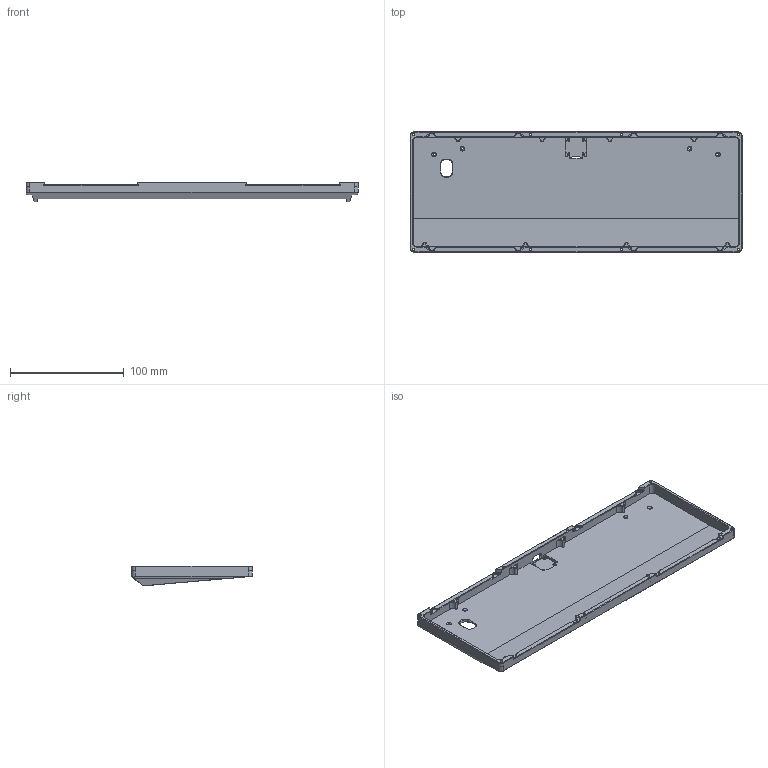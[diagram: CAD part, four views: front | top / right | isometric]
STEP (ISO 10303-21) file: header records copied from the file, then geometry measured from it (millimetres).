
FILE_DESCRIPTION(/* description */ (''),/* implementation_level */ '2;1');
FILE_NAME(/* name */ 'SingularityBASE v2.step',/* time_stamp */ '2021-03-12T15:33:17-08:00',/* author */ (''),/* organization */ (''),/* preprocessor_version */ 'ST-DEVELOPER v18.1',/* originating_system */ 'Autodesk Translation Framework v9.10.0.1330',/* authorisation */ '');
FILE_SCHEMA (('AUTOMOTIVE_DESIGN { 1 0 10303 214 3 1 1 }'));
Length unit declared in the file: millimetre
Products named in the file (1): SingularityBASE
Bounding box: 292.3 x 105.8 x 17.56 mm (x, y, z)
Volume: 100927.9 mm3; surface area: 77137 mm2
Topology: 1 solids, 1 shells, 441 faces, 1132 edges, 696 vertices
Faces by surface type: plane 193, cylinder 131, cone 105, bspline 12
Full cylindrical faces by diameter (mm): 1.623 x4, 2 x12, 3.5 x8
Entity records: 13601 total; most frequent: CARTESIAN_POINT 2691, DIRECTION 2326, ORIENTED_EDGE 2264, EDGE_CURVE 1132, AXIS2_PLACEMENT_3D 830, VERTEX_POINT 696, LINE 666, VECTOR 666
